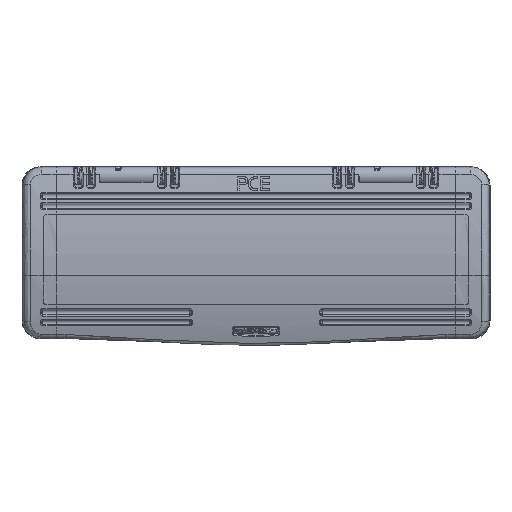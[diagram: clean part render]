
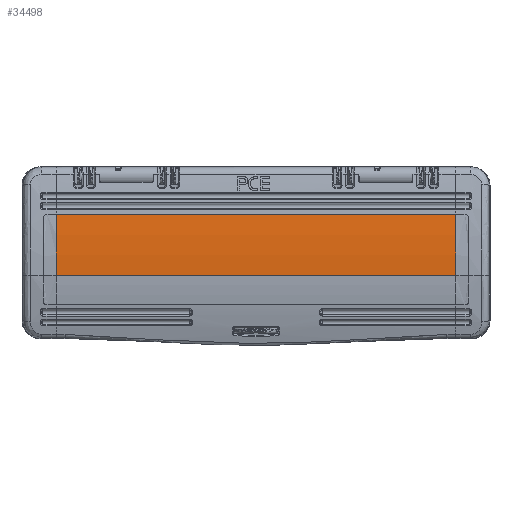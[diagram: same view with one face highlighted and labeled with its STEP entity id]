
A CAD part, top view. The second image highlights one B-rep face of the part: STEP entity #34498.
In plain terms, the highlighted cylindrical face has radius 210 mm (diameter 420 mm), a partial arc.
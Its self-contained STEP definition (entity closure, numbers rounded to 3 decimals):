
#1347 = CARTESIAN_POINT ( 'NONE',  ( -108., 20.75, 15.075 ) ) ;
#2608 = VERTEX_POINT ( 'NONE', #3180 ) ;
#3004 = AXIS2_PLACEMENT_3D ( 'NONE', #24365, #5308, #27626 ) ;
#3180 = CARTESIAN_POINT ( 'NONE',  ( 108., 20.75, 15.075 ) ) ;
#4073 = VERTEX_POINT ( 'NONE', #1347 ) ;
#4938 = ORIENTED_EDGE ( 'NONE', *, *, #36660, .T. ) ;
#5308 = DIRECTION ( 'NONE',  ( 1., 0., 0. ) ) ;
#5589 = CYLINDRICAL_SURFACE ( 'NONE', #11108, 210. ) ;
#6434 = AXIS2_PLACEMENT_3D ( 'NONE', #15007, #37008, #18197 ) ;
#7236 = CIRCLE ( 'NONE', #3004, 210. ) ;
#9899 = LINE ( 'NONE', #33519, #11910 ) ;
#10964 = CARTESIAN_POINT ( 'NONE',  ( -150., 0., -193.898 ) ) ;
#11108 = AXIS2_PLACEMENT_3D ( 'NONE', #10964, #20458, #33248 ) ;
#11910 = VECTOR ( 'NONE', #14505, 1000. ) ;
#14505 = DIRECTION ( 'NONE',  ( 1., 0., 0. ) ) ;
#14629 = CIRCLE ( 'NONE', #6434, 210. ) ;
#15007 = CARTESIAN_POINT ( 'NONE',  ( -108., 0., -193.898 ) ) ;
#18197 = DIRECTION ( 'NONE',  ( 0., 1., 0. ) ) ;
#19021 = CARTESIAN_POINT ( 'NONE',  ( -150., 20.75, 15.075 ) ) ;
#19127 = ORIENTED_EDGE ( 'NONE', *, *, #19336, .F. ) ;
#19336 = EDGE_CURVE ( 'NONE', #2608, #24607, #7236, .T. ) ;
#19631 = VECTOR ( 'NONE', #25303, 1000. ) ;
#20354 = EDGE_CURVE ( 'NONE', #2608, #4073, #20627, .T. ) ;
#20458 = DIRECTION ( 'NONE',  ( 1., 0., 0. ) ) ;
#20627 = LINE ( 'NONE', #19021, #19631 ) ;
#21409 = EDGE_CURVE ( 'NONE', #4073, #26949, #14629, .T. ) ;
#22467 = FACE_OUTER_BOUND ( 'NONE', #40694, .T. ) ;
#22479 = ORIENTED_EDGE ( 'NONE', *, *, #21409, .T. ) ;
#24365 = CARTESIAN_POINT ( 'NONE',  ( 108., 0., -193.898 ) ) ;
#24607 = VERTEX_POINT ( 'NONE', #34289 ) ;
#25303 = DIRECTION ( 'NONE',  ( -1., 0., 0. ) ) ;
#26949 = VERTEX_POINT ( 'NONE', #28023 ) ;
#27626 = DIRECTION ( 'NONE',  ( 0., 1., 0. ) ) ;
#28023 = CARTESIAN_POINT ( 'NONE',  ( -108., -12.25, 15.745 ) ) ;
#33248 = DIRECTION ( 'NONE',  ( 0., 0., -1. ) ) ;
#33519 = CARTESIAN_POINT ( 'NONE',  ( -150., -12.25, 15.745 ) ) ;
#34289 = CARTESIAN_POINT ( 'NONE',  ( 108., -12.25, 15.745 ) ) ;
#34498 = ADVANCED_FACE ( 'NONE', ( #22467 ), #5589, .T. ) ;
#36660 = EDGE_CURVE ( 'NONE', #26949, #24607, #9899, .T. ) ;
#37008 = DIRECTION ( 'NONE',  ( 1., 0., 0. ) ) ;
#39628 = ORIENTED_EDGE ( 'NONE', *, *, #20354, .T. ) ;
#40694 = EDGE_LOOP ( 'NONE', ( #19127, #39628, #22479, #4938 ) ) ;
